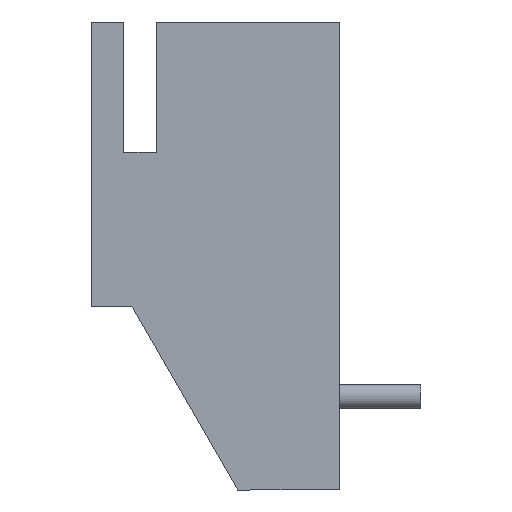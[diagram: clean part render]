
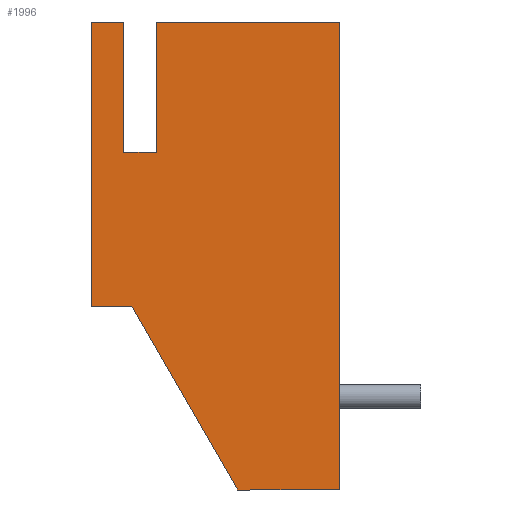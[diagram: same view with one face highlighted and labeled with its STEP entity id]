
A CAD part, left-side view. The second image highlights one B-rep face of the part: STEP entity #1996.
In plain terms, the highlighted planar face has unit normal (-1, 0, 0).
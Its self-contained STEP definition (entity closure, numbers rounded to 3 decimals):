
#12 = CARTESIAN_POINT ( 'NONE',  ( 0., 2.5, -11.5 ) ) ;
#60 = EDGE_CURVE ( 'NONE', #3217, #7595, #768, .T. ) ;
#81 = CARTESIAN_POINT ( 'NONE',  ( 0., 0., 0. ) ) ;
#281 = VERTEX_POINT ( 'NONE', #12 ) ;
#300 = VECTOR ( 'NONE', #4725, 1000. ) ;
#373 = ORIENTED_EDGE ( 'NONE', *, *, #3406, .T. ) ;
#417 = CARTESIAN_POINT ( 'NONE',  ( 0., 5.1, -7. ) ) ;
#477 = CARTESIAN_POINT ( 'NONE',  ( 0., 4.5, -3.2 ) ) ;
#614 = CARTESIAN_POINT ( 'NONE',  ( 0., 4.5, -3.2 ) ) ;
#646 = VERTEX_POINT ( 'NONE', #477 ) ;
#689 = EDGE_CURVE ( 'NONE', #3217, #646, #3809, .T. ) ;
#695 = DIRECTION ( 'NONE',  ( 0., -1., 0. ) ) ;
#726 = CARTESIAN_POINT ( 'NONE',  ( 0., 6.1, 0. ) ) ;
#768 = LINE ( 'NONE', #5636, #2180 ) ;
#1382 = DIRECTION ( 'NONE',  ( 0., 0., -1. ) ) ;
#1607 = VECTOR ( 'NONE', #6578, 1000. ) ;
#1667 = AXIS2_PLACEMENT_3D ( 'NONE', #1932, #4855, #7419 ) ;
#1932 = CARTESIAN_POINT ( 'NONE',  ( 0., 6.1, 0. ) ) ;
#1996 = ADVANCED_FACE ( 'NONE', ( #2522 ), #3143, .F. ) ;
#2055 = DIRECTION ( 'NONE',  ( 0., -1., 0. ) ) ;
#2106 = CARTESIAN_POINT ( 'NONE',  ( 0., 6.1, -7. ) ) ;
#2180 = VECTOR ( 'NONE', #695, 1000. ) ;
#2272 = LINE ( 'NONE', #6354, #6569 ) ;
#2275 = CARTESIAN_POINT ( 'NONE',  ( 0., 4.5, 0. ) ) ;
#2301 = CARTESIAN_POINT ( 'NONE',  ( 0., 5.3, -3.2 ) ) ;
#2314 = VERTEX_POINT ( 'NONE', #4961 ) ;
#2522 = FACE_OUTER_BOUND ( 'NONE', #4824, .T. ) ;
#2998 = ORIENTED_EDGE ( 'NONE', *, *, #6272, .T. ) ;
#3000 = ORIENTED_EDGE ( 'NONE', *, *, #60, .F. ) ;
#3098 = CARTESIAN_POINT ( 'NONE',  ( 0., 6.1, -7. ) ) ;
#3143 = PLANE ( 'NONE',  #1667 ) ;
#3217 = VERTEX_POINT ( 'NONE', #2275 ) ;
#3225 = CARTESIAN_POINT ( 'NONE',  ( 0., 4.5, 0. ) ) ;
#3255 = EDGE_CURVE ( 'NONE', #6799, #2314, #4586, .T. ) ;
#3406 = EDGE_CURVE ( 'NONE', #281, #4756, #2272, .T. ) ;
#3637 = DIRECTION ( 'NONE',  ( 0., 0., 1. ) ) ;
#3638 = VECTOR ( 'NONE', #3988, 1000. ) ;
#3680 = ORIENTED_EDGE ( 'NONE', *, *, #5451, .T. ) ;
#3809 = LINE ( 'NONE', #3225, #4575 ) ;
#3871 = EDGE_CURVE ( 'NONE', #6799, #6742, #5976, .T. ) ;
#3936 = CARTESIAN_POINT ( 'NONE',  ( 0., 0., 0. ) ) ;
#3987 = VECTOR ( 'NONE', #7536, 1000. ) ;
#3988 = DIRECTION ( 'NONE',  ( 0., -1., 0. ) ) ;
#4575 = VECTOR ( 'NONE', #5043, 1000. ) ;
#4586 = LINE ( 'NONE', #2106, #3638 ) ;
#4634 = ORIENTED_EDGE ( 'NONE', *, *, #689, .T. ) ;
#4725 = DIRECTION ( 'NONE',  ( 0., -0.5, -0.866 ) ) ;
#4756 = VERTEX_POINT ( 'NONE', #5556 ) ;
#4824 = EDGE_LOOP ( 'NONE', ( #4634, #3680, #5784, #6519, #5332, #6660, #2998, #373, #7530, #3000 ) ) ;
#4832 = CARTESIAN_POINT ( 'NONE',  ( 0., 6.1, 0. ) ) ;
#4855 = DIRECTION ( 'NONE',  ( 1., 0., 0. ) ) ;
#4903 = VERTEX_POINT ( 'NONE', #2301 ) ;
#4912 = LINE ( 'NONE', #81, #6602 ) ;
#4923 = VECTOR ( 'NONE', #7203, 1000. ) ;
#4947 = LINE ( 'NONE', #7392, #6480 ) ;
#4961 = CARTESIAN_POINT ( 'NONE',  ( 0., 5.1, -7. ) ) ;
#5043 = DIRECTION ( 'NONE',  ( 0., 0., -1. ) ) ;
#5283 = EDGE_CURVE ( 'NONE', #6742, #5772, #5297, .T. ) ;
#5297 = LINE ( 'NONE', #6343, #3987 ) ;
#5332 = ORIENTED_EDGE ( 'NONE', *, *, #3871, .F. ) ;
#5451 = EDGE_CURVE ( 'NONE', #646, #4903, #7781, .T. ) ;
#5556 = CARTESIAN_POINT ( 'NONE',  ( 0., 0., -11.5 ) ) ;
#5636 = CARTESIAN_POINT ( 'NONE',  ( 0., 6.1, 0. ) ) ;
#5772 = VERTEX_POINT ( 'NONE', #6332 ) ;
#5784 = ORIENTED_EDGE ( 'NONE', *, *, #7085, .F. ) ;
#5829 = LINE ( 'NONE', #417, #300 ) ;
#5976 = LINE ( 'NONE', #4832, #4923 ) ;
#6272 = EDGE_CURVE ( 'NONE', #2314, #281, #5829, .T. ) ;
#6332 = CARTESIAN_POINT ( 'NONE',  ( 0., 5.3, 0. ) ) ;
#6343 = CARTESIAN_POINT ( 'NONE',  ( 0., 6.1, 0. ) ) ;
#6354 = CARTESIAN_POINT ( 'NONE',  ( 0., 6.1, -11.5 ) ) ;
#6480 = VECTOR ( 'NONE', #1382, 1000. ) ;
#6519 = ORIENTED_EDGE ( 'NONE', *, *, #5283, .F. ) ;
#6569 = VECTOR ( 'NONE', #2055, 1000. ) ;
#6578 = DIRECTION ( 'NONE',  ( 0., 1., 0. ) ) ;
#6602 = VECTOR ( 'NONE', #3637, 1000. ) ;
#6660 = ORIENTED_EDGE ( 'NONE', *, *, #3255, .T. ) ;
#6742 = VERTEX_POINT ( 'NONE', #726 ) ;
#6799 = VERTEX_POINT ( 'NONE', #3098 ) ;
#7085 = EDGE_CURVE ( 'NONE', #5772, #4903, #4947, .T. ) ;
#7172 = EDGE_CURVE ( 'NONE', #4756, #7595, #4912, .T. ) ;
#7203 = DIRECTION ( 'NONE',  ( 0., 0., 1. ) ) ;
#7392 = CARTESIAN_POINT ( 'NONE',  ( 0., 5.3, 0. ) ) ;
#7419 = DIRECTION ( 'NONE',  ( 0., 0., -1. ) ) ;
#7530 = ORIENTED_EDGE ( 'NONE', *, *, #7172, .T. ) ;
#7536 = DIRECTION ( 'NONE',  ( 0., -1., 0. ) ) ;
#7595 = VERTEX_POINT ( 'NONE', #3936 ) ;
#7781 = LINE ( 'NONE', #614, #1607 ) ;
